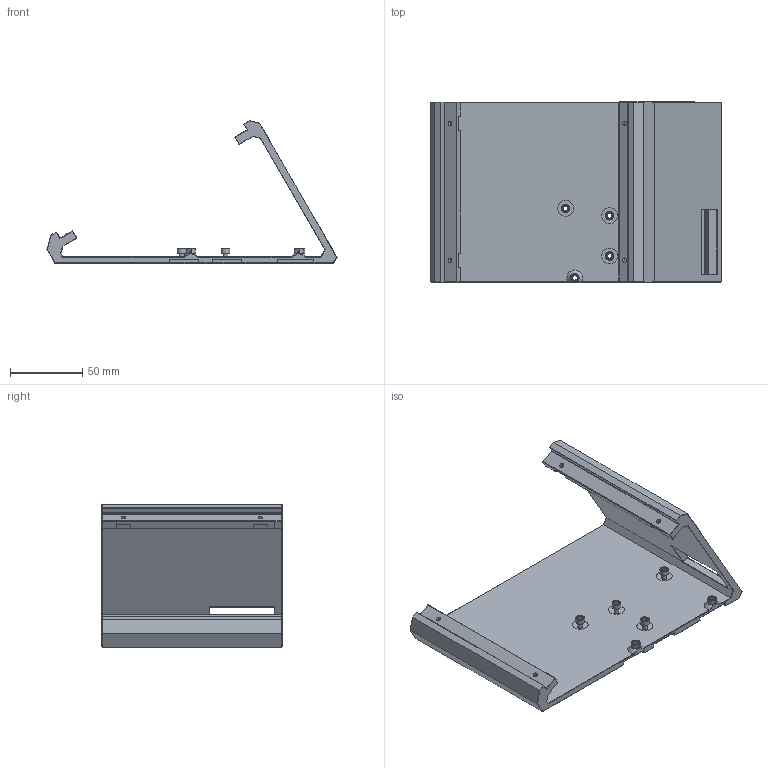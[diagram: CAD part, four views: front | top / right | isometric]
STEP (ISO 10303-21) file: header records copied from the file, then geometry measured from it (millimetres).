
FILE_DESCRIPTION(/* description */ (''),/* implementation_level */ '2;1');
FILE_NAME(/* name */ 'kaken-dodai-newshisaku v11.step',/* time_stamp */ '2024-10-31T08:29:21+09:00',/* author */ (''),/* organization */ (''),/* preprocessor_version */ 'ST-DEVELOPER v20',/* originating_system */ 'Autodesk Translation Framework v13.20.0.188',/* authorisation */ '');
FILE_SCHEMA (('AUTOMOTIVE_DESIGN { 1 0 10303 214 3 1 1 }'));
Length unit declared in the file: millimetre
Products named in the file (3): kaken-dodai-newshisaku; ardeck-main; dodai
Assembly tree (2 placements, depth 3):
  kaken-dodai-newshisaku
    ardeck-main
      dodai
Bounding box: 201.42 x 125 x 99.32 mm (x, y, z)
Volume: 203153.9 mm3; surface area: 90881.2 mm2
Topology: 1 solids, 1 shells, 250 faces, 613 edges, 368 vertices
Faces by surface type: plane 206, cylinder 18, cone 18, bspline 8
Full cylindrical faces by diameter (mm): 3.1 x6, 3.263 x1, 3.267 x1, 3.269 x1, 3.27 x1, 3.271 x1, 3.282 x1, 6 x4
Entity records: 7414 total; most frequent: CARTESIAN_POINT 1564, ORIENTED_EDGE 1226, DIRECTION 1115, EDGE_CURVE 613, LINE 509, VECTOR 509, VERTEX_POINT 368, AXIS2_PLACEMENT_3D 303
